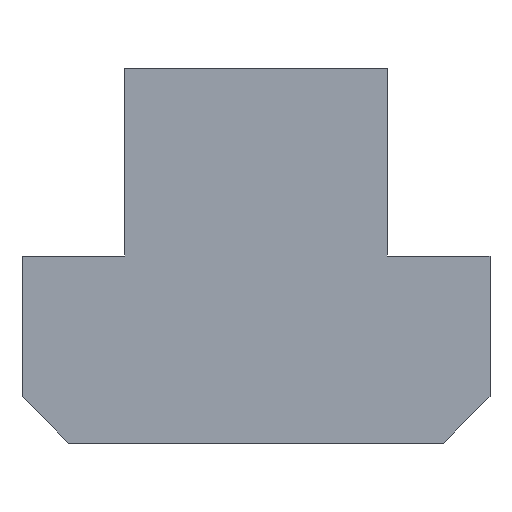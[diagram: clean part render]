
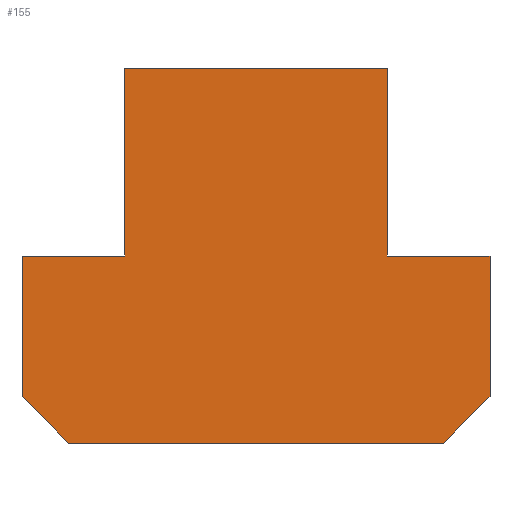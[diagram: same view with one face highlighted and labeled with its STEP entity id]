
A CAD part, front view. The second image highlights one B-rep face of the part: STEP entity #155.
In plain terms, the highlighted planar face has unit normal (0, -1, 0).
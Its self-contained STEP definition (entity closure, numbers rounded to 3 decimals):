
#109=VERTEX_POINT('',#291);
#113=EDGE_CURVE('',#131,#239,#295,.T.);
#121=EDGE_CURVE('',#149,#131,#304,.T.);
#131=VERTEX_POINT('',#315);
#147=EDGE_CURVE('',#159,#149,#333,.T.);
#149=VERTEX_POINT('',#335);
#153=EDGE_CURVE('',#187,#177,#339,.T.);
#155=ADVANCED_FACE('',(#341),#342,.T.);
#159=VERTEX_POINT('',#347);
#165=EDGE_CURVE('',#203,#187,#353,.T.);
#177=VERTEX_POINT('',#369);
#187=VERTEX_POINT('',#381);
#203=VERTEX_POINT('',#398);
#217=EDGE_CURVE('',#109,#225,#413,.T.);
#221=EDGE_CURVE('',#225,#203,#417,.T.);
#225=VERTEX_POINT('',#421);
#235=EDGE_CURVE('',#239,#259,#432,.T.);
#239=VERTEX_POINT('',#436);
#243=EDGE_CURVE('',#177,#159,#441,.T.);
#249=EDGE_CURVE('',#259,#109,#447,.T.);
#259=VERTEX_POINT('',#457);
#291=CARTESIAN_POINT('',(-4.,-5.,-4.0));
#295=LINE('',#485,#486);
#304=LINE('',#500,#501);
#315=CARTESIAN_POINT('',(5.0,-5.,0.0));
#333=LINE('',#541,#542);
#335=CARTESIAN_POINT('',(2.8,-5.,0.0));
#339=LINE('',#551,#552);
#341=FACE_OUTER_BOUND('',#554,.T.);
#342=PLANE('',#555);
#347=CARTESIAN_POINT('',(2.8,-5.,4.0));
#353=LINE('',#569,#570);
#369=CARTESIAN_POINT('',(-2.8,-5.,4.0));
#381=CARTESIAN_POINT('',(-2.8,-5.,0.0));
#398=CARTESIAN_POINT('',(-5.,-5.,0.0));
#413=LINE('',#643,#644);
#417=LINE('',#651,#652);
#421=CARTESIAN_POINT('',(-5.,-5.,-3.0));
#432=LINE('',#672,#673);
#436=CARTESIAN_POINT('',(5.0,-5.,-3.0));
#441=LINE('',#685,#686);
#447=LINE('',#696,#697);
#457=CARTESIAN_POINT('',(4.,-5.,-4.0));
#485=CARTESIAN_POINT('',(5.0,-5.,-3.0));
#486=VECTOR('',#737,1.0);
#500=CARTESIAN_POINT('',(5.0,-5.,0.0));
#501=VECTOR('',#754,1.0);
#541=CARTESIAN_POINT('',(2.8,-5.,0.0));
#542=VECTOR('',#789,1.0);
#551=CARTESIAN_POINT('',(-2.8,-5.,4.0));
#552=VECTOR('',#791,1.0);
#554=EDGE_LOOP('',(#793,#794,#795,#796,#797,#798,#799,#800,#801,#802));
#555=AXIS2_PLACEMENT_3D('',#803,#804,#805);
#569=CARTESIAN_POINT('',(-2.8,-5.,0.0));
#570=VECTOR('',#815,1.0);
#643=CARTESIAN_POINT('',(-5.,-5.,-3.0));
#644=VECTOR('',#879,1.0);
#651=CARTESIAN_POINT('',(-5.,-5.,0.0));
#652=VECTOR('',#881,1.0);
#672=CARTESIAN_POINT('',(4.,-5.,-4.0));
#673=VECTOR('',#892,1.0);
#685=CARTESIAN_POINT('',(2.8,-5.,4.0));
#686=VECTOR('',#902,1.0);
#696=CARTESIAN_POINT('',(-4.,-5.,-4.0));
#697=VECTOR('',#907,1.0);
#737=DIRECTION('',(0.0,0.,-1.0));
#754=DIRECTION('',(1.0,0.0,0.0));
#789=DIRECTION('',(0.0,0.,-1.0));
#791=DIRECTION('',(0.0,0.,1.0));
#793=ORIENTED_EDGE('',*,*,#235,.F.);
#794=ORIENTED_EDGE('',*,*,#113,.F.);
#795=ORIENTED_EDGE('',*,*,#121,.F.);
#796=ORIENTED_EDGE('',*,*,#147,.F.);
#797=ORIENTED_EDGE('',*,*,#243,.F.);
#798=ORIENTED_EDGE('',*,*,#153,.F.);
#799=ORIENTED_EDGE('',*,*,#165,.F.);
#800=ORIENTED_EDGE('',*,*,#221,.F.);
#801=ORIENTED_EDGE('',*,*,#217,.F.);
#802=ORIENTED_EDGE('',*,*,#249,.F.);
#803=CARTESIAN_POINT('',(0.,-5.,-0.359));
#804=DIRECTION('',(0.0,-1.0,0.));
#805=DIRECTION('',(1.0,0.0,0.0));
#815=DIRECTION('',(1.0,0.0,0.0));
#879=DIRECTION('',(-0.707,0.,0.707));
#881=DIRECTION('',(0.0,0.,1.0));
#892=DIRECTION('',(-0.707,0.,-0.707));
#902=DIRECTION('',(1.0,0.0,0.0));
#907=DIRECTION('',(-1.0,0.0,0.0));
